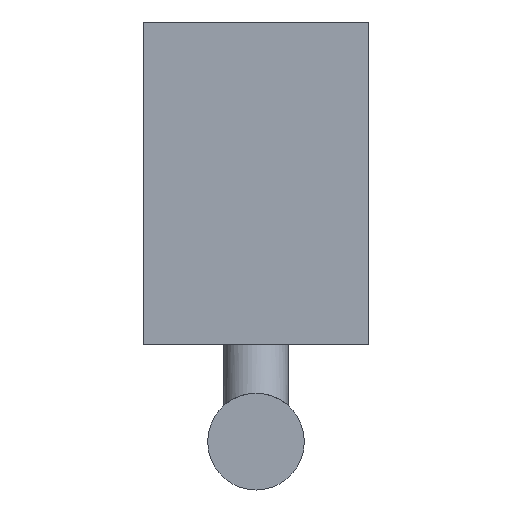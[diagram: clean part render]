
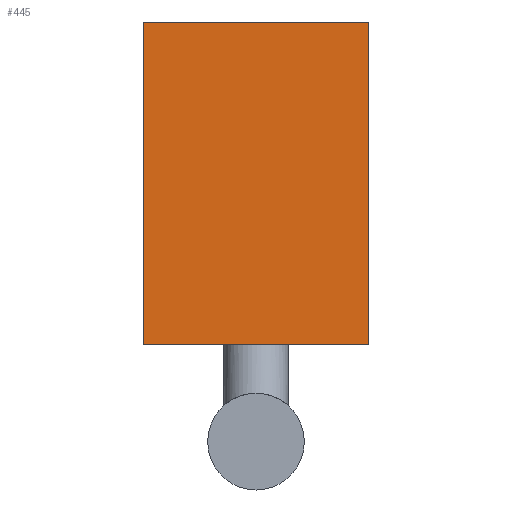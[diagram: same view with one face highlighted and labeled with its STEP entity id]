
A CAD part, front view. The second image highlights one B-rep face of the part: STEP entity #445.
In plain terms, the highlighted planar face has unit normal (0, -1, 0).
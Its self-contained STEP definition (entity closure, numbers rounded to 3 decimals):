
#221=DIRECTION('',(0.,0.,1.));
#222=VECTOR('',#221,50.);
#223=CARTESIAN_POINT('',(-17.5,380.176,15.088));
#224=LINE('',#223,#222);
#225=DIRECTION('',(1.,0.,0.));
#226=VECTOR('',#225,35.);
#227=CARTESIAN_POINT('',(-17.5,380.176,65.088));
#228=LINE('',#227,#226);
#229=DIRECTION('',(0.,0.,-1.));
#230=VECTOR('',#229,50.);
#231=CARTESIAN_POINT('',(17.5,380.176,65.088));
#232=LINE('',#231,#230);
#233=DIRECTION('',(-1.,0.,0.));
#234=VECTOR('',#233,35.);
#235=CARTESIAN_POINT('',(17.5,380.176,15.088));
#236=LINE('',#235,#234);
#317=CARTESIAN_POINT('',(-17.5,380.176,15.088));
#318=CARTESIAN_POINT('',(-17.5,380.176,65.088));
#319=VERTEX_POINT('',#317);
#320=VERTEX_POINT('',#318);
#321=CARTESIAN_POINT('',(17.5,380.176,65.088));
#322=VERTEX_POINT('',#321);
#323=CARTESIAN_POINT('',(17.5,380.176,15.088));
#324=VERTEX_POINT('',#323);
#431=CARTESIAN_POINT('',(0.,380.176,0.));
#432=DIRECTION('',(0.,1.,0.));
#433=DIRECTION('',(0.,0.,-1.));
#434=AXIS2_PLACEMENT_3D('',#431,#432,#433);
#435=PLANE('',#434);
#437=ORIENTED_EDGE('',*,*,#436,.T.);
#439=ORIENTED_EDGE('',*,*,#438,.T.);
#441=ORIENTED_EDGE('',*,*,#440,.T.);
#442=ORIENTED_EDGE('',*,*,#415,.T.);
#443=EDGE_LOOP('',(#437,#439,#441,#442));
#444=FACE_OUTER_BOUND('',#443,.F.);
#415=EDGE_CURVE('',#324,#319,#236,.T.);
#436=EDGE_CURVE('',#319,#320,#224,.T.);
#438=EDGE_CURVE('',#320,#322,#228,.T.);
#440=EDGE_CURVE('',#322,#324,#232,.T.);
#445=ADVANCED_FACE('',(#444),#435,.F.);
